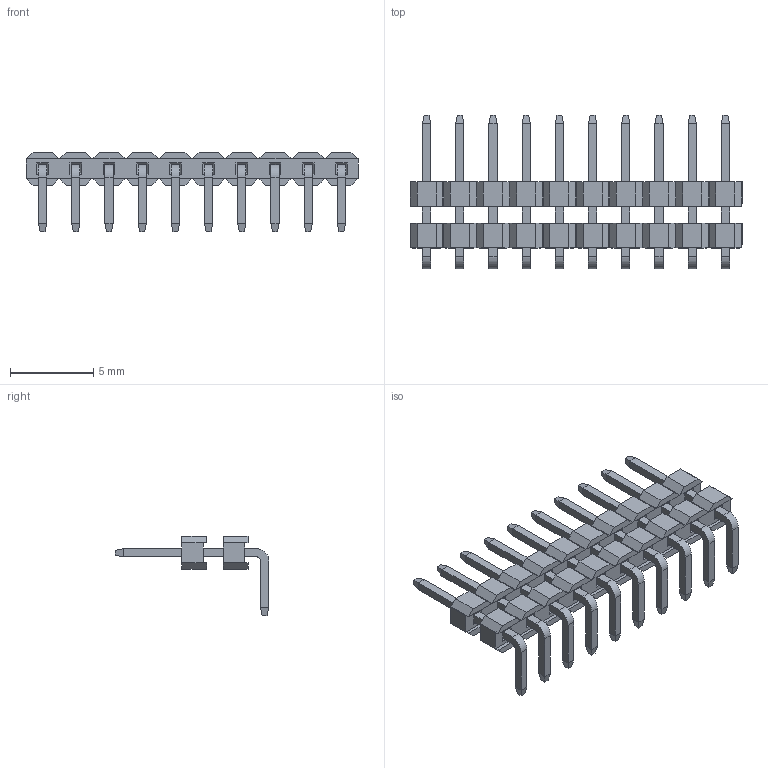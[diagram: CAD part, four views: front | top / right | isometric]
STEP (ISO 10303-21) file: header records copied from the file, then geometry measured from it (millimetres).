
FILE_DESCRIPTION( ('This file contains a STEP AP42 implementation' ,'as created by ZW3D STEP Interface translator.') ,'2;1' );
FILE_NAME( '1215-21XXXXRXXXXXXX(側醱俔)(肮砃).stp' ,'23 322.111845', (''), ('ZWCAD Software Co.'), 'Version 1.0', 'ZW3D to STEP translator', '' );
FILE_SCHEMA(('AUTOMOTIVE_DESIGN { 1 0 10303 214 1 1 1 1 }'));
Length unit declared in the file: millimetre
Products named in the file (2): 0; 1215-2120XXR126XXXX(側醱俔)(肮砃)
Bounding box: 20 x 9.25 x 4.8 mm (x, y, z)
Volume: 123.5 mm3; surface area: 596.7 mm2
Topology: 12 solids, 12 shells, 592 faces, 1464 edges, 896 vertices
Faces by surface type: plane 572, cylinder 20
Entity records: 17555 total; most frequent: CARTESIAN_POINT 2953, ORIENTED_EDGE 2928, DIRECTION 2690, EDGE_CURVE 1464, VECTOR 1424, LINE 1424, VERTEX_POINT 896, AXIS2_PLACEMENT_3D 633
